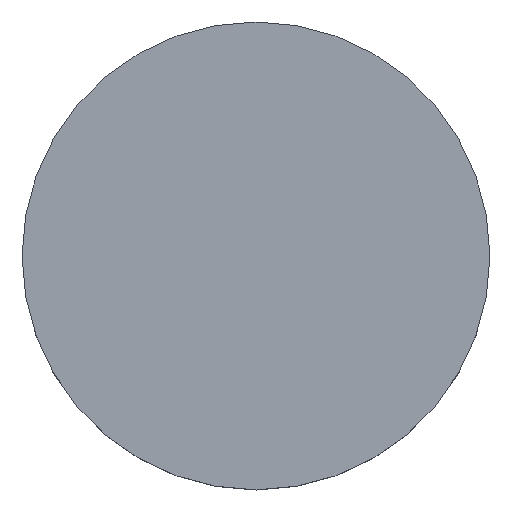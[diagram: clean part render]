
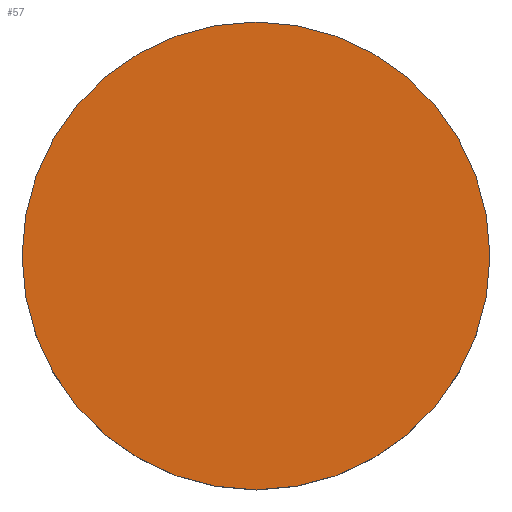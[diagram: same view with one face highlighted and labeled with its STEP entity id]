
A CAD part, top view. The second image highlights one B-rep face of the part: STEP entity #57.
In plain terms, the highlighted planar face has unit normal (0, 0, 1).
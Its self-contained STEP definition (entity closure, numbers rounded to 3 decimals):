
#57=ADVANCED_FACE('',(#73),#74,.T.);
#73=FACE_OUTER_BOUND('',#89,.T.);
#74=PLANE('',#90);
#89=EDGE_LOOP('',(#132,#133));
#90=AXIS2_PLACEMENT_3D('',#134,#135,#136);
#132=ORIENTED_EDGE('',*,*,#141,.T.);
#133=ORIENTED_EDGE('',*,*,#148,.T.);
#134=CARTESIAN_POINT('',(0.0,0.0,3.0));
#135=DIRECTION('',(0.0,0.0,1.0));
#136=DIRECTION('',(1.0,0.0,0.0));
#141=EDGE_CURVE('',#151,#155,#157,.T.);
#148=EDGE_CURVE('',#155,#151,#168,.T.);
#151=VERTEX_POINT('',#171);
#155=VERTEX_POINT('',#176);
#157=CIRCLE('',#179,5.0);
#168=CIRCLE('',#192,5.0);
#171=CARTESIAN_POINT('',(5.0,0.0,3.0));
#176=CARTESIAN_POINT('',(-5.0,0.,3.0));
#179=AXIS2_PLACEMENT_3D('',#199,#200,#201);
#192=AXIS2_PLACEMENT_3D('',#216,#217,#218);
#199=CARTESIAN_POINT('',(0.0,0.0,3.0));
#200=DIRECTION('',(0.0,0.0,1.0));
#201=DIRECTION('',(1.0,0.0,0.0));
#216=CARTESIAN_POINT('',(0.0,0.0,3.0));
#217=DIRECTION('',(0.0,0.0,1.0));
#218=DIRECTION('',(1.0,0.0,0.0));
